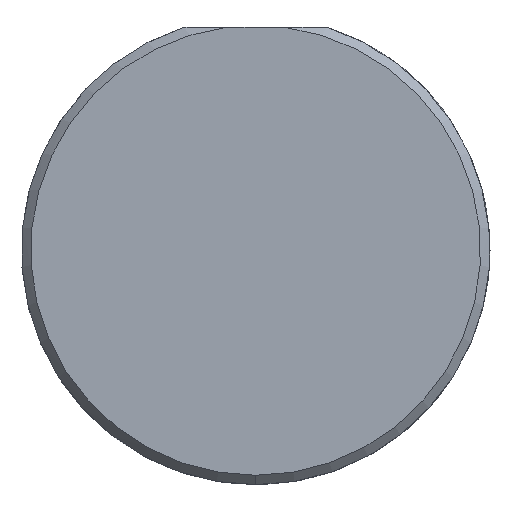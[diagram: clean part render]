
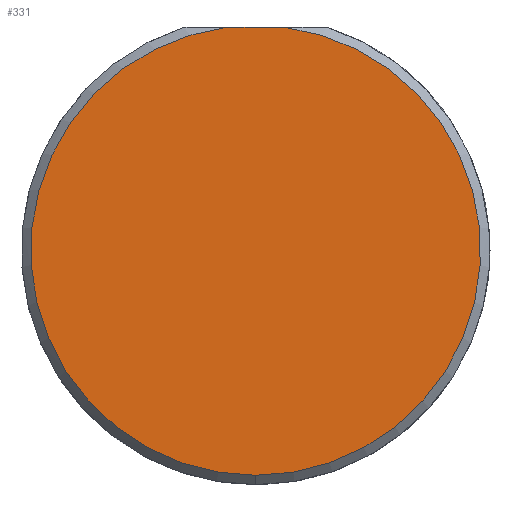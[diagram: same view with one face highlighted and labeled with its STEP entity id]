
A CAD part, left-side view. The second image highlights one B-rep face of the part: STEP entity #331.
In plain terms, the highlighted planar face has unit normal (-1, 0, 0).
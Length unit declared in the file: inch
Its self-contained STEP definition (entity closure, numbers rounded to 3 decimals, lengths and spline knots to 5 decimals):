
#2 = DIRECTION ( 'NONE',  ( -1., 0., 0. ) ) ;
#34 = AXIS2_PLACEMENT_3D ( 'NONE', #165, #108, #278 ) ;
#74 = CIRCLE ( 'NONE', #34, 0.23985 ) ;
#93 = EDGE_CURVE ( 'NONE', #268, #554, #74, .T. ) ;
#102 = CARTESIAN_POINT ( 'NONE',  ( 0., 0.24985, 0.23785 ) ) ;
#108 = DIRECTION ( 'NONE',  ( -1., 0., 0. ) ) ;
#125 = ORIENTED_EDGE ( 'NONE', *, *, #284, .T. ) ;
#165 = CARTESIAN_POINT ( 'NONE',  ( 0., 0., 0. ) ) ;
#174 = ORIENTED_EDGE ( 'NONE', *, *, #93, .T. ) ;
#239 = CARTESIAN_POINT ( 'NONE',  ( 0., -0.03091, 0.23785 ) ) ;
#258 = DIRECTION ( 'NONE',  ( 0., 1., 0. ) ) ;
#268 = VERTEX_POINT ( 'NONE', #387 ) ;
#278 = DIRECTION ( 'NONE',  ( 0., 0., -1. ) ) ;
#284 = EDGE_CURVE ( 'NONE', #683, #268, #589, .T. ) ;
#286 = AXIS2_PLACEMENT_3D ( 'NONE', #503, #2, #601 ) ;
#331 = ADVANCED_FACE ( 'NONE', ( #397 ), #498, .F. ) ;
#332 = DIRECTION ( 'NONE',  ( 0., 0., -1. ) ) ;
#334 = CARTESIAN_POINT ( 'NONE',  ( 0., 0.03091, 0.23785 ) ) ;
#387 = CARTESIAN_POINT ( 'NONE',  ( 0., 0., -0.23985 ) ) ;
#397 = FACE_OUTER_BOUND ( 'NONE', #493, .T. ) ;
#433 = DIRECTION ( 'NONE',  ( 1., 0., 0. ) ) ;
#463 = AXIS2_PLACEMENT_3D ( 'NONE', #666, #433, #332 ) ;
#476 = LINE ( 'NONE', #102, #668 ) ;
#493 = EDGE_LOOP ( 'NONE', ( #596, #125, #174 ) ) ;
#498 = PLANE ( 'NONE',  #463 ) ;
#503 = CARTESIAN_POINT ( 'NONE',  ( 0., 0., 0. ) ) ;
#554 = VERTEX_POINT ( 'NONE', #239 ) ;
#589 = CIRCLE ( 'NONE', #286, 0.23985 ) ;
#596 = ORIENTED_EDGE ( 'NONE', *, *, #652, .T. ) ;
#601 = DIRECTION ( 'NONE',  ( 0., 0., -1. ) ) ;
#652 = EDGE_CURVE ( 'NONE', #554, #683, #476, .T. ) ;
#666 = CARTESIAN_POINT ( 'NONE',  ( 0., 0., 0. ) ) ;
#668 = VECTOR ( 'NONE', #258, 39.37008 ) ;
#683 = VERTEX_POINT ( 'NONE', #334 ) ;
